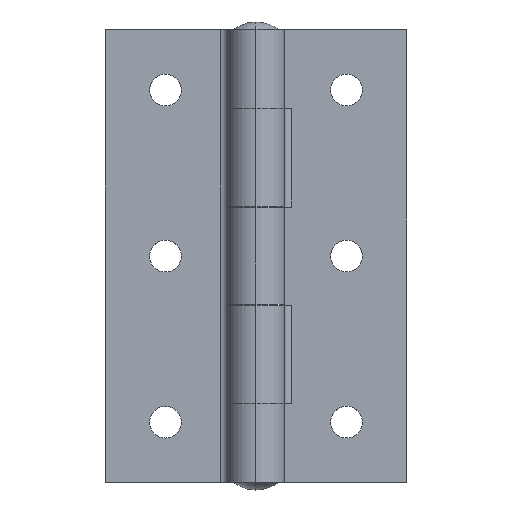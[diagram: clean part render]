
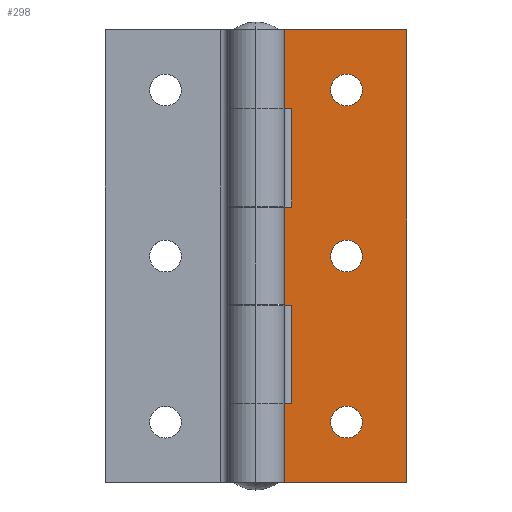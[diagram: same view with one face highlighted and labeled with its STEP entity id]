
A CAD part, top view. The second image highlights one B-rep face of the part: STEP entity #298.
In plain terms, the highlighted planar face has unit normal (0, 0, 1).
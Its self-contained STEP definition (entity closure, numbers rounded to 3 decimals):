
#176 = VERTEX_POINT ( 'NONE', #1018 ) ;
#260 = VERTEX_POINT ( 'NONE', #1147 ) ;
#262 = EDGE_CURVE ( 'NONE', #263, #260, #1146, .T. ) ;
#263 = VERTEX_POINT ( 'NONE', #1141 ) ;
#298 = ADVANCED_FACE ( 'NONE', ( #1207, #1206, #1205, #1204 ), #1203, .F. ) ;
#299 = EDGE_LOOP ( 'NONE', ( #346, #347, #308, #410, #342, #355, #359, #362, #310, #313, #316, #415 ) ) ;
#304 = EDGE_CURVE ( 'NONE', #305, #371, #1249, .T. ) ;
#305 = VERTEX_POINT ( 'NONE', #1245 ) ;
#306 = EDGE_CURVE ( 'NONE', #371, #307, #1244, .T. ) ;
#307 = VERTEX_POINT ( 'NONE', #1240 ) ;
#308 = ORIENTED_EDGE ( 'NONE', *, *, #309, .T. ) ;
#309 = EDGE_CURVE ( 'NONE', #307, #409, #1239, .T. ) ;
#310 = ORIENTED_EDGE ( 'NONE', *, *, #311, .T. ) ;
#311 = EDGE_CURVE ( 'NONE', #364, #312, #1235, .T. ) ;
#312 = VERTEX_POINT ( 'NONE', #1231 ) ;
#313 = ORIENTED_EDGE ( 'NONE', *, *, #314, .T. ) ;
#314 = EDGE_CURVE ( 'NONE', #312, #315, #1230, .T. ) ;
#315 = VERTEX_POINT ( 'NONE', #1226 ) ;
#316 = ORIENTED_EDGE ( 'NONE', *, *, #414, .T. ) ;
#317 = VERTEX_POINT ( 'NONE', #1225 ) ;
#319 = EDGE_CURVE ( 'NONE', #320, #176, #1283, .T. ) ;
#320 = VERTEX_POINT ( 'NONE', #1278 ) ;
#331 = VERTEX_POINT ( 'NONE', #1256 ) ;
#333 = EDGE_CURVE ( 'NONE', #334, #331, #1255, .T. ) ;
#334 = VERTEX_POINT ( 'NONE', #1314 ) ;
#340 = EDGE_CURVE ( 'NONE', #409, #341, #1304, .T. ) ;
#341 = VERTEX_POINT ( 'NONE', #1300 ) ;
#342 = ORIENTED_EDGE ( 'NONE', *, *, #343, .F. ) ;
#343 = EDGE_CURVE ( 'NONE', #344, #341, #1299, .T. ) ;
#344 = VERTEX_POINT ( 'NONE', #1295 ) ;
#346 = ORIENTED_EDGE ( 'NONE', *, *, #304, .T. ) ;
#347 = ORIENTED_EDGE ( 'NONE', *, *, #306, .T. ) ;
#355 = ORIENTED_EDGE ( 'NONE', *, *, #356, .F. ) ;
#356 = EDGE_CURVE ( 'NONE', #357, #344, #1341, .T. ) ;
#357 = VERTEX_POINT ( 'NONE', #1337 ) ;
#359 = ORIENTED_EDGE ( 'NONE', *, *, #360, .T. ) ;
#360 = EDGE_CURVE ( 'NONE', #357, #361, #1331, .T. ) ;
#361 = VERTEX_POINT ( 'NONE', #1327 ) ;
#362 = ORIENTED_EDGE ( 'NONE', *, *, #363, .F. ) ;
#363 = EDGE_CURVE ( 'NONE', #364, #361, #1326, .T. ) ;
#364 = VERTEX_POINT ( 'NONE', #1322 ) ;
#371 = VERTEX_POINT ( 'NONE', #1374 ) ;
#391 = ORIENTED_EDGE ( 'NONE', *, *, #394, .T. ) ;
#392 = ORIENTED_EDGE ( 'NONE', *, *, #319, .T. ) ;
#394 = EDGE_CURVE ( 'NONE', #176, #320, #1402, .T. ) ;
#399 = ORIENTED_EDGE ( 'NONE', *, *, #401, .T. ) ;
#400 = EDGE_LOOP ( 'NONE', ( #392, #391 ) ) ;
#401 = EDGE_CURVE ( 'NONE', #260, #263, #1383, .T. ) ;
#402 = ORIENTED_EDGE ( 'NONE', *, *, #262, .T. ) ;
#403 = ORIENTED_EDGE ( 'NONE', *, *, #333, .T. ) ;
#404 = ORIENTED_EDGE ( 'NONE', *, *, #405, .T. ) ;
#405 = EDGE_CURVE ( 'NONE', #331, #334, #1441, .T. ) ;
#406 = EDGE_LOOP ( 'NONE', ( #402, #399 ) ) ;
#409 = VERTEX_POINT ( 'NONE', #1430 ) ;
#410 = ORIENTED_EDGE ( 'NONE', *, *, #340, .T. ) ;
#414 = EDGE_CURVE ( 'NONE', #315, #317, #1427, .T. ) ;
#415 = ORIENTED_EDGE ( 'NONE', *, *, #416, .F. ) ;
#416 = EDGE_CURVE ( 'NONE', #305, #317, #1423, .T. ) ;
#417 = EDGE_LOOP ( 'NONE', ( #403, #404 ) ) ;
#1018 = CARTESIAN_POINT ( 'NONE',  ( 9.9, -22., -5.5 ) ) ;
#1141 = CARTESIAN_POINT ( 'NONE',  ( 14.1, 22., -5.5 ) ) ;
#1142 = DIRECTION ( 'NONE',  ( -1., 0., 0. ) ) ;
#1143 = DIRECTION ( 'NONE',  ( 0., 0., -1. ) ) ;
#1144 = CARTESIAN_POINT ( 'NONE',  ( 12., 22., -5.5 ) ) ;
#1145 = AXIS2_PLACEMENT_3D ( 'NONE', #1144, #1143, #1142 ) ;
#1146 = CIRCLE ( 'NONE', #1145, 2.1 ) ;
#1147 = CARTESIAN_POINT ( 'NONE',  ( 9.9, 22., -5.5 ) ) ;
#1199 = DIRECTION ( 'NONE',  ( -1., 0., 0. ) ) ;
#1200 = DIRECTION ( 'NONE',  ( 0., 0., -1. ) ) ;
#1201 = CARTESIAN_POINT ( 'NONE',  ( 4.75, 30., -5.5 ) ) ;
#1202 = AXIS2_PLACEMENT_3D ( 'NONE', #1201, #1200, #1199 ) ;
#1203 = PLANE ( 'NONE',  #1202 ) ;
#1204 = FACE_BOUND ( 'NONE', #400, .T. ) ;
#1205 = FACE_BOUND ( 'NONE', #406, .T. ) ;
#1206 = FACE_BOUND ( 'NONE', #417, .T. ) ;
#1207 = FACE_OUTER_BOUND ( 'NONE', #299, .T. ) ;
#1225 = CARTESIAN_POINT ( 'NONE',  ( 3.75, -6.5, -5.5 ) ) ;
#1226 = CARTESIAN_POINT ( 'NONE',  ( 3.75, 6.5, -5.5 ) ) ;
#1227 = DIRECTION ( 'NONE',  ( -1., 0., 0. ) ) ;
#1228 = VECTOR ( 'NONE', #1227, 1000. ) ;
#1229 = CARTESIAN_POINT ( 'NONE',  ( 6.75, 6.5, -5.5 ) ) ;
#1230 = LINE ( 'NONE', #1229, #1228 ) ;
#1231 = CARTESIAN_POINT ( 'NONE',  ( 4.75, 6.5, -5.5 ) ) ;
#1232 = DIRECTION ( 'NONE',  ( 0., -1., 0. ) ) ;
#1233 = VECTOR ( 'NONE', #1232, 1000. ) ;
#1234 = CARTESIAN_POINT ( 'NONE',  ( 4.75, 30., -5.5 ) ) ;
#1235 = LINE ( 'NONE', #1234, #1233 ) ;
#1236 = DIRECTION ( 'NONE',  ( 0., -1., 0. ) ) ;
#1237 = VECTOR ( 'NONE', #1236, 1000. ) ;
#1238 = CARTESIAN_POINT ( 'NONE',  ( 3.75, -19.5, -5.5 ) ) ;
#1239 = LINE ( 'NONE', #1238, #1237 ) ;
#1240 = CARTESIAN_POINT ( 'NONE',  ( 3.75, -19.5, -5.5 ) ) ;
#1241 = DIRECTION ( 'NONE',  ( -1., 0., 0. ) ) ;
#1242 = VECTOR ( 'NONE', #1241, 1000. ) ;
#1243 = CARTESIAN_POINT ( 'NONE',  ( 6.75, -19.5, -5.5 ) ) ;
#1244 = LINE ( 'NONE', #1243, #1242 ) ;
#1245 = CARTESIAN_POINT ( 'NONE',  ( 4.75, -6.5, -5.5 ) ) ;
#1246 = DIRECTION ( 'NONE',  ( 0., -1., 0. ) ) ;
#1247 = VECTOR ( 'NONE', #1246, 1000. ) ;
#1248 = CARTESIAN_POINT ( 'NONE',  ( 4.75, 30., -5.5 ) ) ;
#1249 = LINE ( 'NONE', #1248, #1247 ) ;
#1254 = AXIS2_PLACEMENT_3D ( 'NONE', #1317, #1316, #1315 ) ;
#1255 = CIRCLE ( 'NONE', #1254, 2.1 ) ;
#1256 = CARTESIAN_POINT ( 'NONE',  ( 9.9, 0., -5.5 ) ) ;
#1278 = CARTESIAN_POINT ( 'NONE',  ( 14.1, -22., -5.5 ) ) ;
#1279 = DIRECTION ( 'NONE',  ( -1., 0., 0. ) ) ;
#1280 = DIRECTION ( 'NONE',  ( 0., 0., -1. ) ) ;
#1281 = CARTESIAN_POINT ( 'NONE',  ( 12., -22., -5.5 ) ) ;
#1282 = AXIS2_PLACEMENT_3D ( 'NONE', #1281, #1280, #1279 ) ;
#1283 = CIRCLE ( 'NONE', #1282, 2.1 ) ;
#1295 = CARTESIAN_POINT ( 'NONE',  ( 20., 30., -5.5 ) ) ;
#1296 = DIRECTION ( 'NONE',  ( 0., -1., 0. ) ) ;
#1297 = VECTOR ( 'NONE', #1296, 1000. ) ;
#1298 = CARTESIAN_POINT ( 'NONE',  ( 20., 30., -5.5 ) ) ;
#1299 = LINE ( 'NONE', #1298, #1297 ) ;
#1300 = CARTESIAN_POINT ( 'NONE',  ( 20., -30., -5.5 ) ) ;
#1301 = DIRECTION ( 'NONE',  ( 1., 0., 0. ) ) ;
#1302 = VECTOR ( 'NONE', #1301, 1000. ) ;
#1303 = CARTESIAN_POINT ( 'NONE',  ( 4.75, -30., -5.5 ) ) ;
#1304 = LINE ( 'NONE', #1303, #1302 ) ;
#1314 = CARTESIAN_POINT ( 'NONE',  ( 14.1, 0., -5.5 ) ) ;
#1315 = DIRECTION ( 'NONE',  ( -1., 0., 0. ) ) ;
#1316 = DIRECTION ( 'NONE',  ( 0., 0., -1. ) ) ;
#1317 = CARTESIAN_POINT ( 'NONE',  ( 12., 0., -5.5 ) ) ;
#1322 = CARTESIAN_POINT ( 'NONE',  ( 4.75, 19.5, -5.5 ) ) ;
#1323 = DIRECTION ( 'NONE',  ( -1., 0., 0. ) ) ;
#1324 = VECTOR ( 'NONE', #1323, 1000. ) ;
#1325 = CARTESIAN_POINT ( 'NONE',  ( 6.75, 19.5, -5.5 ) ) ;
#1326 = LINE ( 'NONE', #1325, #1324 ) ;
#1327 = CARTESIAN_POINT ( 'NONE',  ( 3.75, 19.5, -5.5 ) ) ;
#1328 = DIRECTION ( 'NONE',  ( 0., -1., 0. ) ) ;
#1329 = VECTOR ( 'NONE', #1328, 1000. ) ;
#1330 = CARTESIAN_POINT ( 'NONE',  ( 3.75, 30., -5.5 ) ) ;
#1331 = LINE ( 'NONE', #1330, #1329 ) ;
#1337 = CARTESIAN_POINT ( 'NONE',  ( 3.75, 30., -5.5 ) ) ;
#1338 = DIRECTION ( 'NONE',  ( 1., 0., 0. ) ) ;
#1339 = VECTOR ( 'NONE', #1338, 1000. ) ;
#1340 = CARTESIAN_POINT ( 'NONE',  ( 4.75, 30., -5.5 ) ) ;
#1341 = LINE ( 'NONE', #1340, #1339 ) ;
#1374 = CARTESIAN_POINT ( 'NONE',  ( 4.75, -19.5, -5.5 ) ) ;
#1381 = CARTESIAN_POINT ( 'NONE',  ( 12., 22., -5.5 ) ) ;
#1382 = AXIS2_PLACEMENT_3D ( 'NONE', #1381, #1443, #1442 ) ;
#1383 = CIRCLE ( 'NONE', #1382, 2.1 ) ;
#1398 = DIRECTION ( 'NONE',  ( -1., 0., 0. ) ) ;
#1399 = DIRECTION ( 'NONE',  ( 0., 0., -1. ) ) ;
#1400 = CARTESIAN_POINT ( 'NONE',  ( 12., -22., -5.5 ) ) ;
#1401 = AXIS2_PLACEMENT_3D ( 'NONE', #1400, #1399, #1398 ) ;
#1402 = CIRCLE ( 'NONE', #1401, 2.1 ) ;
#1420 = DIRECTION ( 'NONE',  ( -1., 0., 0. ) ) ;
#1421 = VECTOR ( 'NONE', #1420, 1000. ) ;
#1422 = CARTESIAN_POINT ( 'NONE',  ( 6.75, -6.5, -5.5 ) ) ;
#1423 = LINE ( 'NONE', #1422, #1421 ) ;
#1424 = DIRECTION ( 'NONE',  ( 0., -1., 0. ) ) ;
#1425 = VECTOR ( 'NONE', #1424, 1000. ) ;
#1426 = CARTESIAN_POINT ( 'NONE',  ( 3.75, 6.5, -5.5 ) ) ;
#1427 = LINE ( 'NONE', #1426, #1425 ) ;
#1430 = CARTESIAN_POINT ( 'NONE',  ( 3.75, -30., -5.5 ) ) ;
#1437 = DIRECTION ( 'NONE',  ( -1., 0., 0. ) ) ;
#1438 = DIRECTION ( 'NONE',  ( 0., 0., -1. ) ) ;
#1439 = CARTESIAN_POINT ( 'NONE',  ( 12., 0., -5.5 ) ) ;
#1440 = AXIS2_PLACEMENT_3D ( 'NONE', #1439, #1438, #1437 ) ;
#1441 = CIRCLE ( 'NONE', #1440, 2.1 ) ;
#1442 = DIRECTION ( 'NONE',  ( -1., 0., 0. ) ) ;
#1443 = DIRECTION ( 'NONE',  ( 0., 0., -1. ) ) ;
